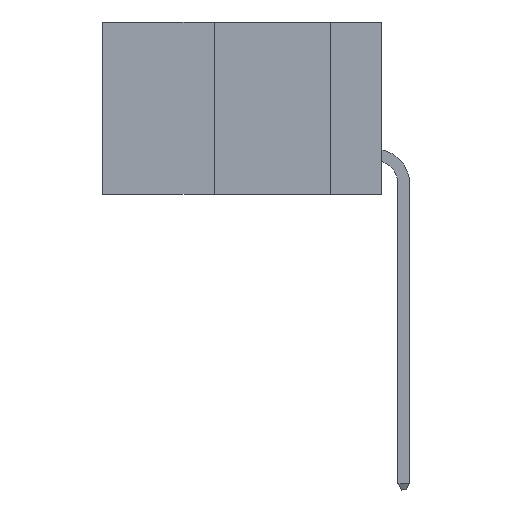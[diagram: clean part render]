
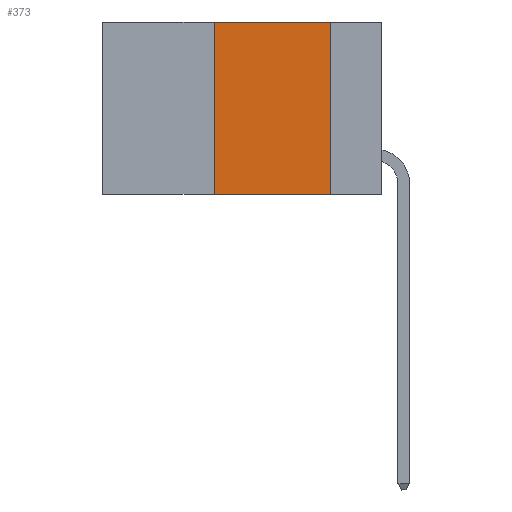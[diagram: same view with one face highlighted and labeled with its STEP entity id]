
A CAD part, left-side view. The second image highlights one B-rep face of the part: STEP entity #373.
In plain terms, the highlighted planar face has unit normal (-1, 0, 0).
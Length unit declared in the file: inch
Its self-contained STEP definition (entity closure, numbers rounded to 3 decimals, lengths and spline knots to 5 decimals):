
#30 = CARTESIAN_POINT ( 'NONE',  ( 0., 0.11, -0.37 ) ) ;
#265 = CARTESIAN_POINT ( 'NONE',  ( 0., 0.6, -0.37 ) ) ;
#300 = EDGE_CURVE ( 'NONE', #2054, #7235, #8201, .T. ) ;
#373 = ADVANCED_FACE ( 'NONE', ( #6918 ), #7895, .F. ) ;
#745 = VECTOR ( 'NONE', #7719, 39.37008 ) ;
#1177 = ORIENTED_EDGE ( 'NONE', *, *, #7344, .F. ) ;
#1441 = EDGE_CURVE ( 'NONE', #3139, #7235, #5270, .T. ) ;
#1574 = DIRECTION ( 'NONE',  ( 0., 0., -1. ) ) ;
#1755 = DIRECTION ( 'NONE',  ( 0., -1., 0. ) ) ;
#2000 = CARTESIAN_POINT ( 'NONE',  ( 0., 0.6, 0. ) ) ;
#2054 = VERTEX_POINT ( 'NONE', #8277 ) ;
#2059 = VECTOR ( 'NONE', #9284, 39.37008 ) ;
#2400 = CARTESIAN_POINT ( 'NONE',  ( 0., 0.11, 0. ) ) ;
#2688 = CARTESIAN_POINT ( 'NONE',  ( 0., 0.36, 0. ) ) ;
#2937 = DIRECTION ( 'NONE',  ( 1., 0., 0. ) ) ;
#3139 = VERTEX_POINT ( 'NONE', #2400 ) ;
#3343 = CARTESIAN_POINT ( 'NONE',  ( 0., 0.11, 0. ) ) ;
#3919 = CARTESIAN_POINT ( 'NONE',  ( 0., 0.36, 0. ) ) ;
#5270 = LINE ( 'NONE', #3343, #6576 ) ;
#5629 = EDGE_LOOP ( 'NONE', ( #7462, #8362, #1177, #7625 ) ) ;
#6576 = VECTOR ( 'NONE', #1574, 39.37008 ) ;
#6918 = FACE_OUTER_BOUND ( 'NONE', #5629, .T. ) ;
#7235 = VERTEX_POINT ( 'NONE', #30 ) ;
#7344 = EDGE_CURVE ( 'NONE', #2054, #10211, #7543, .T. ) ;
#7462 = ORIENTED_EDGE ( 'NONE', *, *, #1441, .F. ) ;
#7543 = LINE ( 'NONE', #2688, #745 ) ;
#7625 = ORIENTED_EDGE ( 'NONE', *, *, #300, .T. ) ;
#7719 = DIRECTION ( 'NONE',  ( 0., 0., 1. ) ) ;
#7849 = DIRECTION ( 'NONE',  ( 0., 0., -1. ) ) ;
#7895 = PLANE ( 'NONE',  #10581 ) ;
#8201 = LINE ( 'NONE', #265, #2059 ) ;
#8277 = CARTESIAN_POINT ( 'NONE',  ( 0., 0.36, -0.37 ) ) ;
#8362 = ORIENTED_EDGE ( 'NONE', *, *, #9977, .F. ) ;
#8689 = VECTOR ( 'NONE', #1755, 39.37008 ) ;
#9280 = CARTESIAN_POINT ( 'NONE',  ( 0., 0.6, 0. ) ) ;
#9284 = DIRECTION ( 'NONE',  ( 0., -1., 0. ) ) ;
#9969 = LINE ( 'NONE', #9280, #8689 ) ;
#9977 = EDGE_CURVE ( 'NONE', #10211, #3139, #9969, .T. ) ;
#10211 = VERTEX_POINT ( 'NONE', #3919 ) ;
#10581 = AXIS2_PLACEMENT_3D ( 'NONE', #2000, #2937, #7849 ) ;
